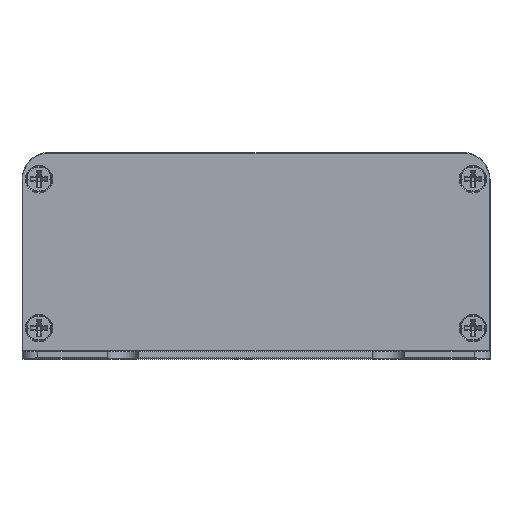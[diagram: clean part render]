
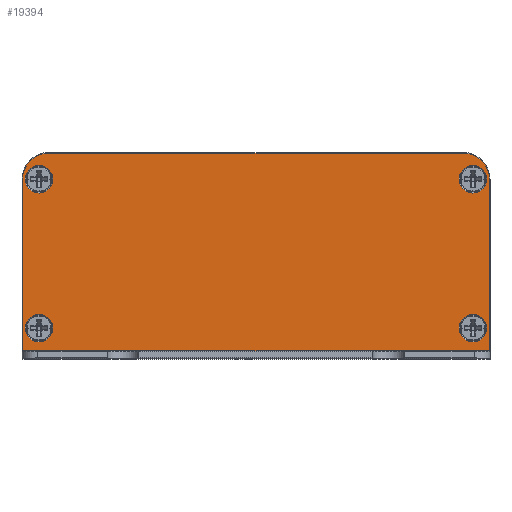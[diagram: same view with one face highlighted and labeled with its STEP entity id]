
A CAD part, top view. The second image highlights one B-rep face of the part: STEP entity #19394.
In plain terms, the highlighted planar face has unit normal (0, 0, 1).
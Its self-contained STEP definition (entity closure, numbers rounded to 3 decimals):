
#18226=CARTESIAN_POINT('',(40.8,-5.,1.35));
#18227=DIRECTION('',(0.,0.,-1.));
#18228=DIRECTION('',(-1.,0.,0.));
#18229=AXIS2_PLACEMENT_3D('',#18226,#18227,#18228);
#18234=CARTESIAN_POINT('',(40.8,-5.,1.35));
#18235=DIRECTION('',(0.,0.,-1.));
#18236=DIRECTION('',(1.,0.,0.));
#18237=AXIS2_PLACEMENT_3D('',#18234,#18235,#18236);
#18242=CARTESIAN_POINT('',(40.8,-33.,1.35));
#18243=DIRECTION('',(0.,0.,-1.));
#18244=DIRECTION('',(-1.,0.,0.));
#18245=AXIS2_PLACEMENT_3D('',#18242,#18243,#18244);
#18250=CARTESIAN_POINT('',(40.8,-33.,1.35));
#18251=DIRECTION('',(0.,0.,-1.));
#18252=DIRECTION('',(1.,0.,0.));
#18253=AXIS2_PLACEMENT_3D('',#18250,#18251,#18252);
#18258=CARTESIAN_POINT('',(-40.8,-33.,1.35));
#18259=DIRECTION('',(0.,0.,-1.));
#18260=DIRECTION('',(-1.,0.,0.));
#18261=AXIS2_PLACEMENT_3D('',#18258,#18259,#18260);
#18266=CARTESIAN_POINT('',(-40.8,-33.,1.35));
#18267=DIRECTION('',(0.,0.,-1.));
#18268=DIRECTION('',(1.,0.,0.));
#18269=AXIS2_PLACEMENT_3D('',#18266,#18267,#18268);
#18274=CARTESIAN_POINT('',(-40.8,-5.,1.35));
#18275=DIRECTION('',(0.,0.,-1.));
#18276=DIRECTION('',(-1.,0.,0.));
#18277=AXIS2_PLACEMENT_3D('',#18274,#18275,#18276);
#18282=CARTESIAN_POINT('',(-40.8,-5.,1.35));
#18283=DIRECTION('',(0.,0.,-1.));
#18284=DIRECTION('',(1.,0.,0.));
#18285=AXIS2_PLACEMENT_3D('',#18282,#18283,#18284);
#18290=CARTESIAN_POINT('',(-39.,-5.,1.35));
#18291=DIRECTION('',(0.,0.,1.));
#18292=DIRECTION('',(0.,1.,0.));
#18293=AXIS2_PLACEMENT_3D('',#18290,#18291,#18292);
#18298=DIRECTION('',(-1.,0.,0.));
#18299=VECTOR('',#18298,78.);
#18300=CARTESIAN_POINT('',(39.,-0.1,1.35));
#18301=LINE('',#18300,#18299);
#18305=CARTESIAN_POINT('',(39.,-5.,1.35));
#18306=DIRECTION('',(0.,0.,1.));
#18307=DIRECTION('',(1.,0.,0.));
#18308=AXIS2_PLACEMENT_3D('',#18305,#18306,#18307);
#18313=DIRECTION('',(0.,1.,0.));
#18314=VECTOR('',#18313,32.3);
#18315=CARTESIAN_POINT('',(43.9,-37.3,1.35));
#18316=LINE('',#18315,#18314);
#18320=DIRECTION('',(1.,0.,0.));
#18321=VECTOR('',#18320,87.8);
#18322=CARTESIAN_POINT('',(-43.9,-37.3,1.35));
#18323=LINE('',#18322,#18321);
#18327=DIRECTION('',(0.,-1.,0.));
#18328=VECTOR('',#18327,32.3);
#18329=CARTESIAN_POINT('',(-43.9,-5.,1.35));
#18330=LINE('',#18329,#18328);
#19166=CARTESIAN_POINT('',(38.2,-5.,1.35));
#19167=CARTESIAN_POINT('',(43.4,-5.,1.35));
#19168=VERTEX_POINT('',#19166);
#19169=VERTEX_POINT('',#19167);
#19174=CARTESIAN_POINT('',(38.2,-33.,1.35));
#19175=CARTESIAN_POINT('',(43.4,-33.,1.35));
#19176=VERTEX_POINT('',#19174);
#19177=VERTEX_POINT('',#19175);
#19182=CARTESIAN_POINT('',(-43.4,-33.,1.35));
#19183=CARTESIAN_POINT('',(-38.2,-33.,1.35));
#19184=VERTEX_POINT('',#19182);
#19185=VERTEX_POINT('',#19183);
#19190=CARTESIAN_POINT('',(-43.4,-5.,1.35));
#19191=CARTESIAN_POINT('',(-38.2,-5.,1.35));
#19192=VERTEX_POINT('',#19190);
#19193=VERTEX_POINT('',#19191);
#19206=CARTESIAN_POINT('',(-39.,-0.1,1.35));
#19207=CARTESIAN_POINT('',(-43.9,-5.,1.35));
#19208=VERTEX_POINT('',#19206);
#19209=VERTEX_POINT('',#19207);
#19210=CARTESIAN_POINT('',(-43.9,-37.3,1.35));
#19211=VERTEX_POINT('',#19210);
#19212=CARTESIAN_POINT('',(43.9,-37.3,1.35));
#19213=CARTESIAN_POINT('',(43.9,-5.,1.35));
#19214=VERTEX_POINT('',#19212);
#19215=VERTEX_POINT('',#19213);
#19216=CARTESIAN_POINT('',(39.,-0.1,1.35));
#19217=VERTEX_POINT('',#19216);
#19352=CARTESIAN_POINT('',(0.,0.,1.35));
#19353=DIRECTION('',(0.,0.,1.));
#19354=DIRECTION('',(1.,0.,0.));
#19355=AXIS2_PLACEMENT_3D('',#19352,#19353,#19354);
#19356=PLANE('',#19355);
#19358=ORIENTED_EDGE('',*,*,#19357,.F.);
#19360=ORIENTED_EDGE('',*,*,#19359,.F.);
#19362=ORIENTED_EDGE('',*,*,#19361,.F.);
#19364=ORIENTED_EDGE('',*,*,#19363,.F.);
#19366=ORIENTED_EDGE('',*,*,#19365,.F.);
#19368=ORIENTED_EDGE('',*,*,#19367,.F.);
#19369=EDGE_LOOP('',(#19358,#19360,#19362,#19364,#19366,#19368));
#19370=FACE_OUTER_BOUND('',#19369,.F.);
#19372=ORIENTED_EDGE('',*,*,#19371,.F.);
#19374=ORIENTED_EDGE('',*,*,#19373,.F.);
#19375=EDGE_LOOP('',(#19372,#19374));
#19376=FACE_BOUND('',#19375,.F.);
#19378=ORIENTED_EDGE('',*,*,#19377,.F.);
#19380=ORIENTED_EDGE('',*,*,#19379,.F.);
#19381=EDGE_LOOP('',(#19378,#19380));
#19382=FACE_BOUND('',#19381,.F.);
#19384=ORIENTED_EDGE('',*,*,#19383,.F.);
#19386=ORIENTED_EDGE('',*,*,#19385,.F.);
#19387=EDGE_LOOP('',(#19384,#19386));
#19388=FACE_BOUND('',#19387,.F.);
#19390=ORIENTED_EDGE('',*,*,#19389,.F.);
#19391=ORIENTED_EDGE('',*,*,#19342,.F.);
#19392=EDGE_LOOP('',(#19390,#19391));
#19393=FACE_BOUND('',#19392,.F.);
#19394=ADVANCED_FACE('',(#19370,#19376,#19382,#19388,#19393),#19356,.T.);
#18230=CIRCLE('',#18229,2.6);
#18238=CIRCLE('',#18237,2.6);
#18246=CIRCLE('',#18245,2.6);
#18254=CIRCLE('',#18253,2.6);
#18262=CIRCLE('',#18261,2.6);
#18270=CIRCLE('',#18269,2.6);
#18278=CIRCLE('',#18277,2.6);
#18286=CIRCLE('',#18285,2.6);
#18294=CIRCLE('',#18293,4.9);
#18309=CIRCLE('',#18308,4.9);
#19342=EDGE_CURVE('',#19193,#19192,#18286,.T.);
#19357=EDGE_CURVE('',#19208,#19209,#18294,.T.);
#19359=EDGE_CURVE('',#19217,#19208,#18301,.T.);
#19361=EDGE_CURVE('',#19215,#19217,#18309,.T.);
#19363=EDGE_CURVE('',#19214,#19215,#18316,.T.);
#19365=EDGE_CURVE('',#19211,#19214,#18323,.T.);
#19367=EDGE_CURVE('',#19209,#19211,#18330,.T.);
#19371=EDGE_CURVE('',#19168,#19169,#18230,.T.);
#19373=EDGE_CURVE('',#19169,#19168,#18238,.T.);
#19377=EDGE_CURVE('',#19176,#19177,#18246,.T.);
#19379=EDGE_CURVE('',#19177,#19176,#18254,.T.);
#19383=EDGE_CURVE('',#19184,#19185,#18262,.T.);
#19385=EDGE_CURVE('',#19185,#19184,#18270,.T.);
#19389=EDGE_CURVE('',#19192,#19193,#18278,.T.);
